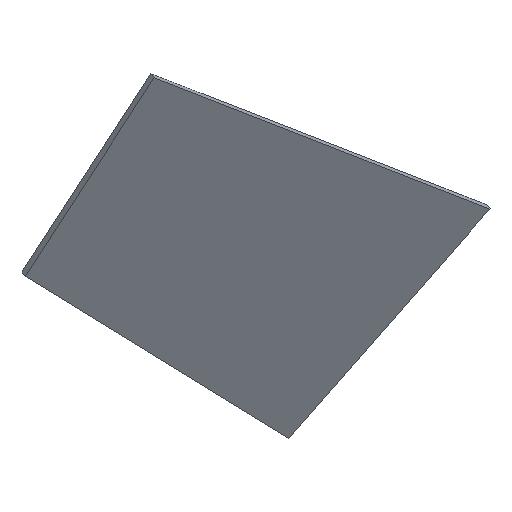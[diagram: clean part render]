
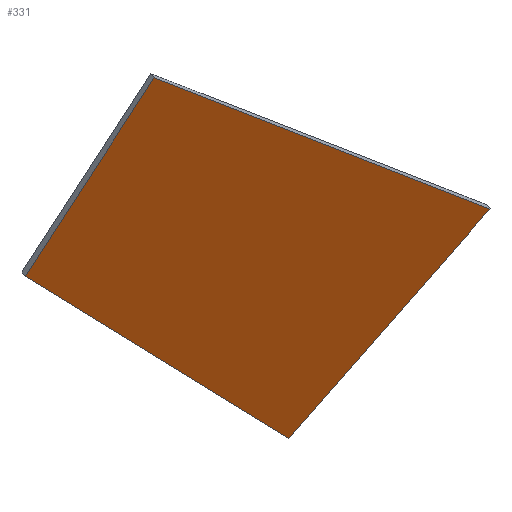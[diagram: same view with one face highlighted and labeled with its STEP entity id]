
A CAD part, left-side view. The second image highlights one B-rep face of the part: STEP entity #331.
In plain terms, the highlighted planar face has unit normal (-0.72, -0.424, -0.55).
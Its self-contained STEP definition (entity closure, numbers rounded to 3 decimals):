
#32 = PLANE('',#33);
#33 = AXIS2_PLACEMENT_3D('',#34,#35,#36);
#34 = CARTESIAN_POINT('',(-2807.493,-5.861,
    -227.353));
#35 = DIRECTION('',(-0.624,0.742,0.244));
#36 = DIRECTION('',(-0.765,-0.643,0.)
  );
#57 = VERTEX_POINT('',#58);
#58 = CARTESIAN_POINT('',(-2784.401,33.465,
    -287.885));
#72 = PLANE('',#73);
#73 = AXIS2_PLACEMENT_3D('',#74,#75,#76);
#74 = CARTESIAN_POINT('',(-2733.58,-14.497,
    -317.41));
#75 = DIRECTION('',(0.183,0.648,-0.739));
#76 = DIRECTION('',(0.,0.752,0.66));
#84 = EDGE_CURVE('',#57,#85,#87,.T.);
#85 = VERTEX_POINT('',#86);
#86 = CARTESIAN_POINT('',(-2815.358,-19.254,
    -206.737));
#87 = SURFACE_CURVE('',#88,(#92,#99),.PCURVE_S1.);
#88 = LINE('',#89,#90);
#89 = CARTESIAN_POINT('',(-2807.493,-5.861,
    -227.353));
#90 = VECTOR('',#91,1.);
#91 = DIRECTION('',(-0.305,-0.519,0.799));
#92 = PCURVE('',#32,#93);
#93 = DEFINITIONAL_REPRESENTATION('',(#94),#98);
#94 = LINE('',#95,#96);
#95 = CARTESIAN_POINT('',(-0.,0.));
#96 = VECTOR('',#97,1.);
#97 = DIRECTION('',(0.567,0.824));
#98 = ( GEOMETRIC_REPRESENTATION_CONTEXT(2) 
PARAMETRIC_REPRESENTATION_CONTEXT() REPRESENTATION_CONTEXT('2D SPACE',''
  ) );
#99 = PCURVE('',#100,#105);
#100 = PLANE('',#101);
#101 = AXIS2_PLACEMENT_3D('',#102,#103,#104);
#102 = CARTESIAN_POINT('',(-2738.279,-58.919,
    -277.018));
#103 = DIRECTION('',(-0.72,-0.424,-0.55));
#104 = DIRECTION('',(0.337,-0.906,0.257));
#105 = DEFINITIONAL_REPRESENTATION('',(#106),#110);
#106 = LINE('',#107,#108);
#107 = CARTESIAN_POINT('',(-58.583,81.488));
#108 = VECTOR('',#109,1.);
#109 = DIRECTION('',(0.573,0.82));
#110 = ( GEOMETRIC_REPRESENTATION_CONTEXT(2) 
PARAMETRIC_REPRESENTATION_CONTEXT() REPRESENTATION_CONTEXT('2D SPACE',''
  ) );
#126 = PLANE('',#127);
#127 = AXIS2_PLACEMENT_3D('',#128,#129,#130);
#128 = CARTESIAN_POINT('',(-2767.654,-73.009,
    -227.719));
#129 = DIRECTION('',(-0.276,-0.552,0.787));
#130 = DIRECTION('',(0.,-0.819,-0.574)
  );
#165 = VERTEX_POINT('',#166);
#166 = CARTESIAN_POINT('',(-2670.241,-74.274,
    -354.208));
#180 = PLANE('',#181);
#181 = AXIS2_PLACEMENT_3D('',#182,#183,#184);
#182 = CARTESIAN_POINT('',(-2679.824,-108.286,
    -315.448));
#183 = DIRECTION('',(0.67,-0.632,-0.389));
#184 = DIRECTION('',(0.686,0.727,0.)
  );
#192 = EDGE_CURVE('',#165,#57,#193,.T.);
#193 = SURFACE_CURVE('',#194,(#198,#205),.PCURVE_S1.);
#194 = LINE('',#195,#196);
#195 = CARTESIAN_POINT('',(-2733.58,-14.497,
    -317.41));
#196 = VECTOR('',#197,1.);
#197 = DIRECTION('',(-0.67,0.632,0.389));
#198 = PCURVE('',#72,#199);
#199 = DEFINITIONAL_REPRESENTATION('',(#200),#204);
#200 = LINE('',#201,#202);
#201 = CARTESIAN_POINT('',(0.,0.));
#202 = VECTOR('',#203,1.);
#203 = DIRECTION('',(0.732,-0.681));
#204 = ( GEOMETRIC_REPRESENTATION_CONTEXT(2) 
PARAMETRIC_REPRESENTATION_CONTEXT() REPRESENTATION_CONTEXT('2D SPACE',''
  ) );
#205 = PCURVE('',#100,#206);
#206 = DEFINITIONAL_REPRESENTATION('',(#207),#211);
#207 = LINE('',#208,#209);
#208 = CARTESIAN_POINT('',(-49.048,-34.946));
#209 = VECTOR('',#210,1.);
#210 = DIRECTION('',(-0.698,0.716));
#211 = ( GEOMETRIC_REPRESENTATION_CONTEXT(2) 
PARAMETRIC_REPRESENTATION_CONTEXT() REPRESENTATION_CONTEXT('2D SPACE',''
  ) );
#241 = VERTEX_POINT('',#242);
#242 = CARTESIAN_POINT('',(-2693.446,-156.63,
    -260.357));
#263 = EDGE_CURVE('',#241,#165,#264,.T.);
#264 = SURFACE_CURVE('',#265,(#269,#276),.PCURVE_S1.);
#265 = LINE('',#266,#267);
#266 = CARTESIAN_POINT('',(-2679.824,-108.286,
    -315.448));
#267 = VECTOR('',#268,1.);
#268 = DIRECTION('',(0.183,0.648,-0.739));
#269 = PCURVE('',#180,#270);
#270 = DEFINITIONAL_REPRESENTATION('',(#271),#275);
#271 = LINE('',#272,#273);
#272 = CARTESIAN_POINT('',(0.,0.));
#273 = VECTOR('',#274,1.);
#274 = DIRECTION('',(0.597,-0.802));
#275 = ( GEOMETRIC_REPRESENTATION_CONTEXT(2) 
PARAMETRIC_REPRESENTATION_CONTEXT() REPRESENTATION_CONTEXT('2D SPACE',''
  ) );
#276 = PCURVE('',#100,#277);
#277 = DEFINITIONAL_REPRESENTATION('',(#278),#282);
#278 = LINE('',#279,#280);
#279 = CARTESIAN_POINT('',(54.508,-66.029));
#280 = VECTOR('',#281,1.);
#281 = DIRECTION('',(-0.716,-0.698));
#282 = ( GEOMETRIC_REPRESENTATION_CONTEXT(2) 
PARAMETRIC_REPRESENTATION_CONTEXT() REPRESENTATION_CONTEXT('2D SPACE',''
  ) );
#310 = EDGE_CURVE('',#85,#241,#311,.T.);
#311 = SURFACE_CURVE('',#312,(#316,#323),.PCURVE_S1.);
#312 = LINE('',#313,#314);
#313 = CARTESIAN_POINT('',(-2767.654,-73.009,
    -227.719));
#314 = VECTOR('',#315,1.);
#315 = DIRECTION('',(0.637,-0.718,-0.28));
#316 = PCURVE('',#126,#317);
#317 = DEFINITIONAL_REPRESENTATION('',(#318),#322);
#318 = LINE('',#319,#320);
#319 = CARTESIAN_POINT('',(-0.,0.));
#320 = VECTOR('',#321,1.);
#321 = DIRECTION('',(0.749,0.663));
#322 = ( GEOMETRIC_REPRESENTATION_CONTEXT(2) 
PARAMETRIC_REPRESENTATION_CONTEXT() REPRESENTATION_CONTEXT('2D SPACE',''
  ) );
#323 = PCURVE('',#100,#324);
#324 = DEFINITIONAL_REPRESENTATION('',(#325),#329);
#325 = LINE('',#326,#327);
#326 = CARTESIAN_POINT('',(15.557,57.007));
#327 = VECTOR('',#328,1.);
#328 = DIRECTION('',(0.793,-0.61));
#329 = ( GEOMETRIC_REPRESENTATION_CONTEXT(2) 
PARAMETRIC_REPRESENTATION_CONTEXT() REPRESENTATION_CONTEXT('2D SPACE',''
  ) );
#331 = ADVANCED_FACE('',(#332),#100,.T.);
#332 = FACE_BOUND('',#333,.T.);
#333 = EDGE_LOOP('',(#334,#335,#336,#337));
#334 = ORIENTED_EDGE('',*,*,#84,.F.);
#335 = ORIENTED_EDGE('',*,*,#192,.F.);
#336 = ORIENTED_EDGE('',*,*,#263,.F.);
#337 = ORIENTED_EDGE('',*,*,#310,.F.);
